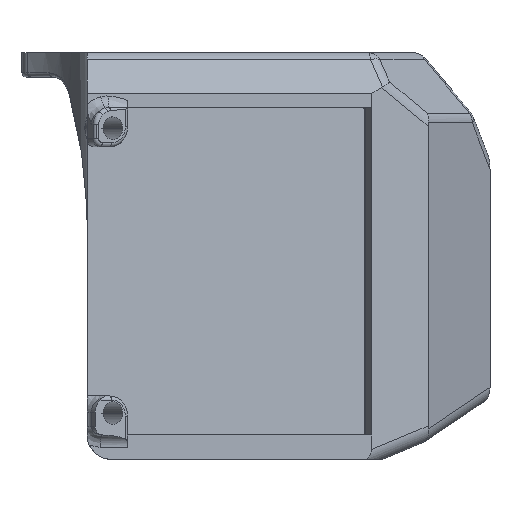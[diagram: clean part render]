
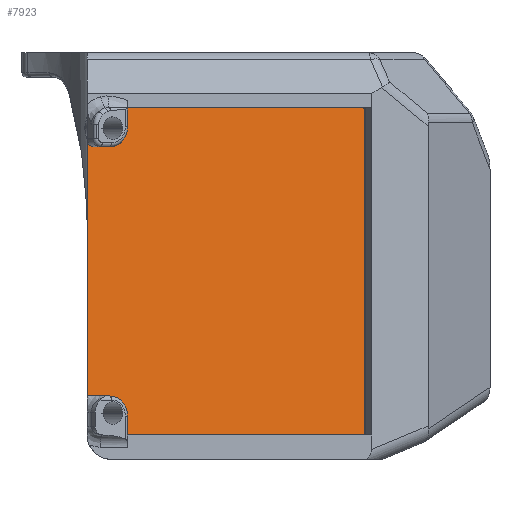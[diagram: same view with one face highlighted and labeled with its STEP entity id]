
A CAD part, left-side view. The second image highlights one B-rep face of the part: STEP entity #7923.
In plain terms, the highlighted planar face has unit normal (-0.866, -0.5, 0).
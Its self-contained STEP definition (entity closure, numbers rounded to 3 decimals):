
#28 = CARTESIAN_POINT ( 'NONE',  ( -37.6, -12.157, -9.1 ) ) ;
#104 = CIRCLE ( 'NONE', #6206, 2.5 ) ;
#143 = ORIENTED_EDGE ( 'NONE', *, *, #7383, .T. ) ;
#151 = LINE ( 'NONE', #5267, #1952 ) ;
#495 = DIRECTION ( 'NONE',  ( 0., 0., 1. ) ) ;
#496 = DIRECTION ( 'NONE',  ( -0.866, -0.5, 0. ) ) ;
#600 = VECTOR ( 'NONE', #1677, 1000. ) ;
#695 = DIRECTION ( 'NONE',  ( -0.866, -0.5, 0. ) ) ;
#723 = AXIS2_PLACEMENT_3D ( 'NONE', #5874, #496, #5767 ) ;
#970 = ORIENTED_EDGE ( 'NONE', *, *, #3490, .T. ) ;
#1026 = FACE_OUTER_BOUND ( 'NONE', #4206, .T. ) ;
#1167 = DIRECTION ( 'NONE',  ( 0.5, -0.866, 0. ) ) ;
#1194 = VECTOR ( 'NONE', #1270, 1000. ) ;
#1270 = DIRECTION ( 'NONE',  ( 0.5, -0.866, 0. ) ) ;
#1300 = DIRECTION ( 'NONE',  ( 0., 0., -1. ) ) ;
#1305 = ORIENTED_EDGE ( 'NONE', *, *, #5852, .T. ) ;
#1331 = EDGE_CURVE ( 'NONE', #8279, #1437, #1763, .T. ) ;
#1335 = CARTESIAN_POINT ( 'NONE',  ( -40., -8., -47. ) ) ;
#1437 = VERTEX_POINT ( 'NONE', #8622 ) ;
#1444 = EDGE_CURVE ( 'NONE', #8676, #1437, #151, .T. ) ;
#1505 = VECTOR ( 'NONE', #5188, 1000. ) ;
#1575 = DIRECTION ( 'NONE',  ( 0.5, -0.866, 0. ) ) ;
#1593 = ORIENTED_EDGE ( 'NONE', *, *, #1444, .F. ) ;
#1623 = LINE ( 'NONE', #1846, #1505 ) ;
#1677 = DIRECTION ( 'NONE',  ( -0.5, 0.866, 0. ) ) ;
#1695 = EDGE_CURVE ( 'NONE', #3181, #8022, #8194, .T. ) ;
#1763 = CIRCLE ( 'NONE', #723, 1. ) ;
#1815 = CARTESIAN_POINT ( 'NONE',  ( -37.6, -12.157, -47. ) ) ;
#1846 = CARTESIAN_POINT ( 'NONE',  ( -40., -8., -42.2 ) ) ;
#1868 = EDGE_CURVE ( 'NONE', #6902, #3181, #1623, .T. ) ;
#1886 = CARTESIAN_POINT ( 'NONE',  ( -38.85, -9.992, -44.7 ) ) ;
#1952 = VECTOR ( 'NONE', #1300, 1000. ) ;
#2090 = CARTESIAN_POINT ( 'NONE',  ( -40., -8., -47. ) ) ;
#2112 = LINE ( 'NONE', #4406, #4082 ) ;
#2232 = VERTEX_POINT ( 'NONE', #8643 ) ;
#2517 = VERTEX_POINT ( 'NONE', #5713 ) ;
#2892 = DIRECTION ( 'NONE',  ( -0.866, -0.5, 0. ) ) ;
#3102 = EDGE_CURVE ( 'NONE', #2232, #8279, #5970, .T. ) ;
#3107 = DIRECTION ( 'NONE',  ( 0.866, 0.5, 0. ) ) ;
#3127 = DIRECTION ( 'NONE',  ( 0.5, -0.866, 0. ) ) ;
#3146 = VERTEX_POINT ( 'NONE', #7958 ) ;
#3181 = VERTEX_POINT ( 'NONE', #3346 ) ;
#3229 = DIRECTION ( 'NONE',  ( 0.866, 0.5, 0. ) ) ;
#3346 = CARTESIAN_POINT ( 'NONE',  ( -40., -8., -42.2 ) ) ;
#3365 = AXIS2_PLACEMENT_3D ( 'NONE', #1886, #5863, #5174 ) ;
#3390 = ORIENTED_EDGE ( 'NONE', *, *, #4214, .F. ) ;
#3425 = ORIENTED_EDGE ( 'NONE', *, *, #5835, .F. ) ;
#3490 = EDGE_CURVE ( 'NONE', #6902, #5572, #7312, .T. ) ;
#3651 = CARTESIAN_POINT ( 'NONE',  ( -23.414, -36.728, -6.8 ) ) ;
#3741 = LINE ( 'NONE', #3651, #600 ) ;
#4017 = VECTOR ( 'NONE', #4025, 1000. ) ;
#4021 = DIRECTION ( 'NONE',  ( 0.5, -0.866, 0. ) ) ;
#4025 = DIRECTION ( 'NONE',  ( 0., 0., 1. ) ) ;
#4082 = VECTOR ( 'NONE', #495, 1000. ) ;
#4206 = EDGE_LOOP ( 'NONE', ( #5016, #5662, #970, #3425, #5118, #6265, #1593, #4629, #143, #8469, #7863, #3390, #1305 ) ) ;
#4214 = EDGE_CURVE ( 'NONE', #4533, #2517, #8580, .T. ) ;
#4380 = CARTESIAN_POINT ( 'NONE',  ( -40., -8., -10.6 ) ) ;
#4406 = CARTESIAN_POINT ( 'NONE',  ( -37.6, -12.157, -6.8 ) ) ;
#4436 = EDGE_CURVE ( 'NONE', #8676, #3146, #5628, .T. ) ;
#4533 = VERTEX_POINT ( 'NONE', #5943 ) ;
#4629 = ORIENTED_EDGE ( 'NONE', *, *, #4436, .T. ) ;
#4802 = EDGE_CURVE ( 'NONE', #5123, #7847, #2112, .T. ) ;
#4852 = PLANE ( 'NONE',  #7167 ) ;
#4871 = EDGE_CURVE ( 'NONE', #5123, #2517, #104, .T. ) ;
#4893 = CARTESIAN_POINT ( 'NONE',  ( -38.85, -9.992, -42.2 ) ) ;
#4928 = CARTESIAN_POINT ( 'NONE',  ( -20.5, -41.775, -47. ) ) ;
#4962 = CARTESIAN_POINT ( 'NONE',  ( -40., -8., -11.6 ) ) ;
#5016 = ORIENTED_EDGE ( 'NONE', *, *, #1695, .F. ) ;
#5118 = ORIENTED_EDGE ( 'NONE', *, *, #3102, .T. ) ;
#5123 = VERTEX_POINT ( 'NONE', #28 ) ;
#5174 = DIRECTION ( 'NONE',  ( 0.5, -0.866, 0. ) ) ;
#5188 = DIRECTION ( 'NONE',  ( -0.5, 0.866, 0. ) ) ;
#5267 = CARTESIAN_POINT ( 'NONE',  ( -20., -42.641, -13. ) ) ;
#5392 = CARTESIAN_POINT ( 'NONE',  ( -20.5, -41.775, -7.8 ) ) ;
#5548 = CARTESIAN_POINT ( 'NONE',  ( -37.6, -12.157, -44.7 ) ) ;
#5572 = VERTEX_POINT ( 'NONE', #5548 ) ;
#5628 = CIRCLE ( 'NONE', #8046, 1. ) ;
#5662 = ORIENTED_EDGE ( 'NONE', *, *, #1868, .F. ) ;
#5713 = CARTESIAN_POINT ( 'NONE',  ( -38.85, -9.992, -11.6 ) ) ;
#5767 = DIRECTION ( 'NONE',  ( 0.5, -0.866, 0. ) ) ;
#5802 = CARTESIAN_POINT ( 'NONE',  ( -39.5, -8.866, -10.6 ) ) ;
#5835 = EDGE_CURVE ( 'NONE', #2232, #5572, #7388, .T. ) ;
#5852 = EDGE_CURVE ( 'NONE', #4533, #8022, #6968, .T. ) ;
#5863 = DIRECTION ( 'NONE',  ( 0.866, 0.5, 0. ) ) ;
#5874 = CARTESIAN_POINT ( 'NONE',  ( -20.5, -41.775, -46. ) ) ;
#5943 = CARTESIAN_POINT ( 'NONE',  ( -39.5, -8.866, -11.6 ) ) ;
#5970 = LINE ( 'NONE', #1335, #1194 ) ;
#6206 = AXIS2_PLACEMENT_3D ( 'NONE', #8410, #3107, #3127 ) ;
#6265 = ORIENTED_EDGE ( 'NONE', *, *, #1331, .T. ) ;
#6309 = AXIS2_PLACEMENT_3D ( 'NONE', #5802, #3229, #1167 ) ;
#6428 = DIRECTION ( 'NONE',  ( 0., 0., 1. ) ) ;
#6782 = VECTOR ( 'NONE', #7642, 1000. ) ;
#6829 = CARTESIAN_POINT ( 'NONE',  ( -40., -8., -47. ) ) ;
#6864 = VECTOR ( 'NONE', #6428, 1000. ) ;
#6865 = CARTESIAN_POINT ( 'NONE',  ( -20., -42.641, -7.8 ) ) ;
#6902 = VERTEX_POINT ( 'NONE', #4893 ) ;
#6968 = CIRCLE ( 'NONE', #6309, 1. ) ;
#7167 = AXIS2_PLACEMENT_3D ( 'NONE', #6829, #2892, #1575 ) ;
#7312 = CIRCLE ( 'NONE', #3365, 2.5 ) ;
#7383 = EDGE_CURVE ( 'NONE', #3146, #7847, #3741, .T. ) ;
#7388 = LINE ( 'NONE', #1815, #6864 ) ;
#7642 = DIRECTION ( 'NONE',  ( 0.5, -0.866, 0. ) ) ;
#7847 = VERTEX_POINT ( 'NONE', #8099 ) ;
#7863 = ORIENTED_EDGE ( 'NONE', *, *, #4871, .T. ) ;
#7923 = ADVANCED_FACE ( 'NONE', ( #1026 ), #4852, .T. ) ;
#7958 = CARTESIAN_POINT ( 'NONE',  ( -20.5, -41.775, -6.8 ) ) ;
#8022 = VERTEX_POINT ( 'NONE', #4380 ) ;
#8046 = AXIS2_PLACEMENT_3D ( 'NONE', #5392, #695, #4021 ) ;
#8099 = CARTESIAN_POINT ( 'NONE',  ( -37.6, -12.157, -6.8 ) ) ;
#8194 = LINE ( 'NONE', #2090, #4017 ) ;
#8279 = VERTEX_POINT ( 'NONE', #4928 ) ;
#8410 = CARTESIAN_POINT ( 'NONE',  ( -38.85, -9.992, -9.1 ) ) ;
#8469 = ORIENTED_EDGE ( 'NONE', *, *, #4802, .F. ) ;
#8580 = LINE ( 'NONE', #4962, #6782 ) ;
#8622 = CARTESIAN_POINT ( 'NONE',  ( -20., -42.641, -46. ) ) ;
#8643 = CARTESIAN_POINT ( 'NONE',  ( -37.6, -12.157, -47. ) ) ;
#8676 = VERTEX_POINT ( 'NONE', #6865 ) ;
